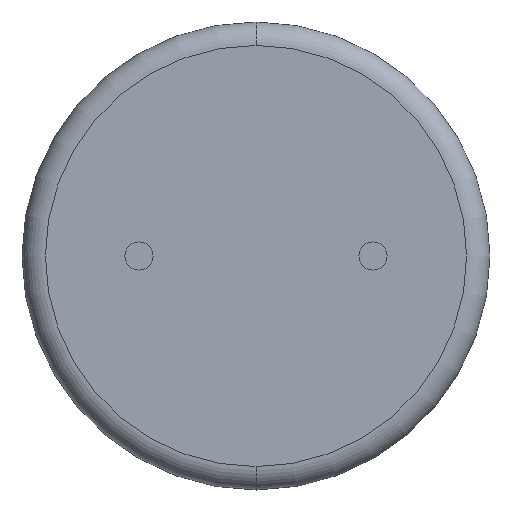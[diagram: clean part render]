
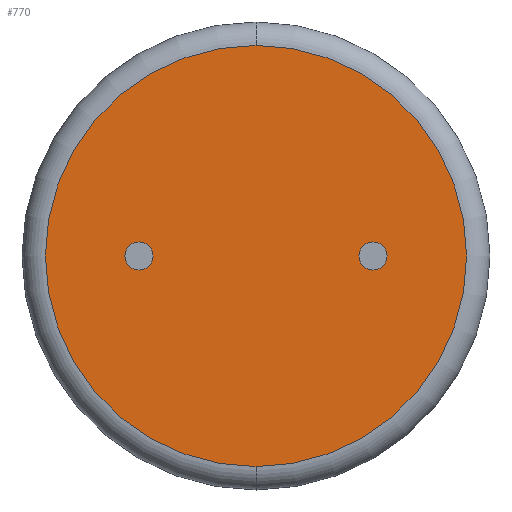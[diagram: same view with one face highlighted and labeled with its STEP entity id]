
A CAD part, front view. The second image highlights one B-rep face of the part: STEP entity #770.
In plain terms, the highlighted planar face has unit normal (0, -1, 0).
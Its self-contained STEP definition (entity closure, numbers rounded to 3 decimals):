
#4 = PLANE ( 'NONE',  #220 ) ;
#19 = DIRECTION ( 'NONE',  ( 0., -1., 0. ) ) ;
#29 = ORIENTED_EDGE ( 'NONE', *, *, #968, .F. ) ;
#41 = CIRCLE ( 'NONE', #1056, 4.5 ) ;
#102 = EDGE_CURVE ( 'NONE', #512, #888, #358, .T. ) ;
#103 = FACE_BOUND ( 'NONE', #380, .T. ) ;
#144 = AXIS2_PLACEMENT_3D ( 'NONE', #818, #1133, #304 ) ;
#211 = AXIS2_PLACEMENT_3D ( 'NONE', #1240, #480, #1006 ) ;
#220 = AXIS2_PLACEMENT_3D ( 'NONE', #677, #277, #302 ) ;
#226 = EDGE_CURVE ( 'NONE', #447, #1107, #41, .T. ) ;
#250 = CARTESIAN_POINT ( 'NONE',  ( 2.5, 0., 0. ) ) ;
#277 = DIRECTION ( 'NONE',  ( 0., 1., 0. ) ) ;
#283 = ORIENTED_EDGE ( 'NONE', *, *, #102, .F. ) ;
#286 = AXIS2_PLACEMENT_3D ( 'NONE', #474, #363, #1242 ) ;
#291 = CIRCLE ( 'NONE', #286, 4.5 ) ;
#297 = VERTEX_POINT ( 'NONE', #344 ) ;
#302 = DIRECTION ( 'NONE',  ( 0., 0., 1. ) ) ;
#304 = DIRECTION ( 'NONE',  ( 0., 0., 1. ) ) ;
#344 = CARTESIAN_POINT ( 'NONE',  ( 2.5, 0., -0.3 ) ) ;
#358 = CIRCLE ( 'NONE', #144, 0.3 ) ;
#363 = DIRECTION ( 'NONE',  ( 0., -1., 0. ) ) ;
#366 = EDGE_CURVE ( 'NONE', #297, #529, #526, .T. ) ;
#372 = EDGE_CURVE ( 'NONE', #1107, #447, #291, .T. ) ;
#380 = EDGE_LOOP ( 'NONE', ( #1104, #862 ) ) ;
#403 = FACE_OUTER_BOUND ( 'NONE', #924, .T. ) ;
#447 = VERTEX_POINT ( 'NONE', #786 ) ;
#456 = CARTESIAN_POINT ( 'NONE',  ( -2.5, 0., 0.3 ) ) ;
#474 = CARTESIAN_POINT ( 'NONE',  ( 0., 0., 0. ) ) ;
#477 = DIRECTION ( 'NONE',  ( 0., 0., 1. ) ) ;
#480 = DIRECTION ( 'NONE',  ( 0., -1., 0. ) ) ;
#497 = AXIS2_PLACEMENT_3D ( 'NONE', #250, #674, #477 ) ;
#512 = VERTEX_POINT ( 'NONE', #1362 ) ;
#516 = AXIS2_PLACEMENT_3D ( 'NONE', #762, #19, #878 ) ;
#526 = CIRCLE ( 'NONE', #497, 0.3 ) ;
#529 = VERTEX_POINT ( 'NONE', #595 ) ;
#595 = CARTESIAN_POINT ( 'NONE',  ( 2.5, 0., 0.3 ) ) ;
#598 = ORIENTED_EDGE ( 'NONE', *, *, #372, .T. ) ;
#658 = CARTESIAN_POINT ( 'NONE',  ( 0., 0., 0. ) ) ;
#674 = DIRECTION ( 'NONE',  ( 0., -1., 0. ) ) ;
#677 = CARTESIAN_POINT ( 'NONE',  ( 0., 0., 0. ) ) ;
#762 = CARTESIAN_POINT ( 'NONE',  ( 2.5, 0., 0. ) ) ;
#767 = DIRECTION ( 'NONE',  ( 0., 0., 1. ) ) ;
#770 = ADVANCED_FACE ( 'NONE', ( #894, #403, #103 ), #4, .F. ) ;
#786 = CARTESIAN_POINT ( 'NONE',  ( 0., 0., -4.5 ) ) ;
#818 = CARTESIAN_POINT ( 'NONE',  ( -2.5, 0., 0. ) ) ;
#828 = EDGE_CURVE ( 'NONE', #529, #297, #965, .T. ) ;
#862 = ORIENTED_EDGE ( 'NONE', *, *, #366, .F. ) ;
#878 = DIRECTION ( 'NONE',  ( 0., 0., 1. ) ) ;
#888 = VERTEX_POINT ( 'NONE', #456 ) ;
#894 = FACE_BOUND ( 'NONE', #1134, .T. ) ;
#924 = EDGE_LOOP ( 'NONE', ( #598, #1023 ) ) ;
#965 = CIRCLE ( 'NONE', #516, 0.3 ) ;
#968 = EDGE_CURVE ( 'NONE', #888, #512, #997, .T. ) ;
#997 = CIRCLE ( 'NONE', #211, 0.3 ) ;
#1006 = DIRECTION ( 'NONE',  ( 0., 0., 1. ) ) ;
#1023 = ORIENTED_EDGE ( 'NONE', *, *, #226, .T. ) ;
#1034 = CARTESIAN_POINT ( 'NONE',  ( 0., 0., 4.5 ) ) ;
#1056 = AXIS2_PLACEMENT_3D ( 'NONE', #658, #1331, #767 ) ;
#1104 = ORIENTED_EDGE ( 'NONE', *, *, #828, .F. ) ;
#1107 = VERTEX_POINT ( 'NONE', #1034 ) ;
#1133 = DIRECTION ( 'NONE',  ( 0., -1., 0. ) ) ;
#1134 = EDGE_LOOP ( 'NONE', ( #29, #283 ) ) ;
#1240 = CARTESIAN_POINT ( 'NONE',  ( -2.5, 0., 0. ) ) ;
#1242 = DIRECTION ( 'NONE',  ( 0., 0., 1. ) ) ;
#1331 = DIRECTION ( 'NONE',  ( 0., -1., 0. ) ) ;
#1362 = CARTESIAN_POINT ( 'NONE',  ( -2.5, 0., -0.3 ) ) ;
